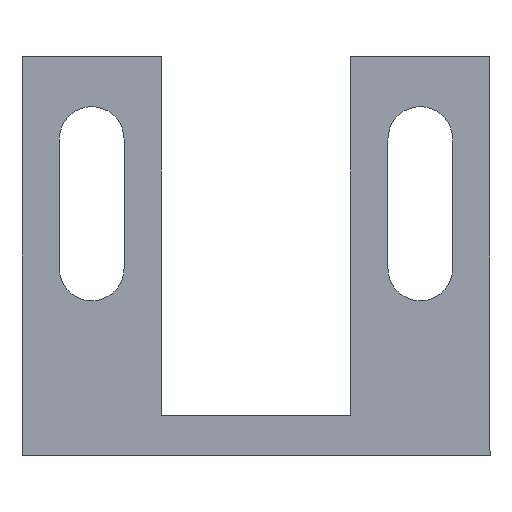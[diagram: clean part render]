
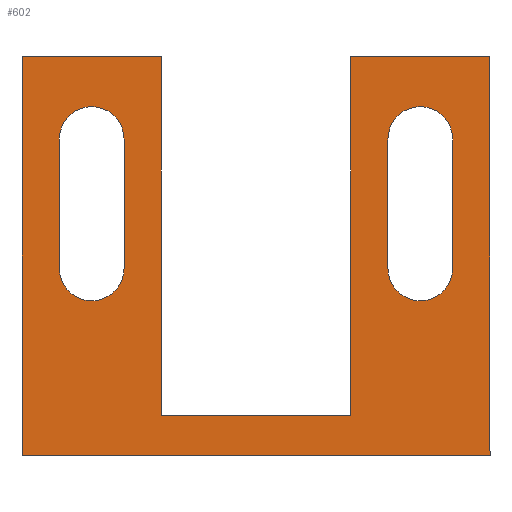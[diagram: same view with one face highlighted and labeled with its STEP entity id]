
A CAD part, left-side view. The second image highlights one B-rep face of the part: STEP entity #602.
In plain terms, the highlighted planar face has unit normal (-1, 0, 0).
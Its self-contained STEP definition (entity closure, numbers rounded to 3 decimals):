
#1 = CARTESIAN_POINT ( 'NONE',  ( -4., -16.5, 27.75 ) ) ;
#11 = EDGE_CURVE ( 'NONE', #373, #282, #273, .T. ) ;
#14 = VERTEX_POINT ( 'NONE', #195 ) ;
#17 = DIRECTION ( 'NONE',  ( 1., 0., 0. ) ) ;
#45 = LINE ( 'NONE', #311, #52 ) ;
#46 = EDGE_CURVE ( 'NONE', #812, #287, #281, .T. ) ;
#52 = VECTOR ( 'NONE', #246, 1000. ) ;
#57 = CARTESIAN_POINT ( 'NONE',  ( -4., -13.25, 27.75 ) ) ;
#68 = CIRCLE ( 'NONE', #587, 3.25 ) ;
#72 = CARTESIAN_POINT ( 'NONE',  ( -4., 19.75, 14.75 ) ) ;
#79 = EDGE_CURVE ( 'NONE', #555, #282, #224, .T. ) ;
#82 = AXIS2_PLACEMENT_3D ( 'NONE', #255, #884, #542 ) ;
#84 = CARTESIAN_POINT ( 'NONE',  ( -4., -23.5, -4. ) ) ;
#88 = VERTEX_POINT ( 'NONE', #395 ) ;
#91 = CARTESIAN_POINT ( 'NONE',  ( -4., -23.5, -4. ) ) ;
#93 = VERTEX_POINT ( 'NONE', #580 ) ;
#95 = CARTESIAN_POINT ( 'NONE',  ( -4., -23.5, 36. ) ) ;
#100 = VERTEX_POINT ( 'NONE', #286 ) ;
#109 = CARTESIAN_POINT ( 'NONE',  ( -4., -9.5, 36. ) ) ;
#112 = CIRCLE ( 'NONE', #82, 3.25 ) ;
#131 = EDGE_CURVE ( 'NONE', #93, #274, #505, .T. ) ;
#132 = CARTESIAN_POINT ( 'NONE',  ( -4., -16.5, 14.75 ) ) ;
#137 = DIRECTION ( 'NONE',  ( -1., 0., 0. ) ) ;
#158 = CIRCLE ( 'NONE', #674, 3.25 ) ;
#163 = CARTESIAN_POINT ( 'NONE',  ( -4., -16.5, 11.5 ) ) ;
#170 = ORIENTED_EDGE ( 'NONE', *, *, #714, .F. ) ;
#175 = DIRECTION ( 'NONE',  ( 0., 1., 0. ) ) ;
#180 = DIRECTION ( 'NONE',  ( 0., 0., 1. ) ) ;
#181 = DIRECTION ( 'NONE',  ( 0., 0., -1. ) ) ;
#195 = CARTESIAN_POINT ( 'NONE',  ( -4., -13.25, 14.75 ) ) ;
#197 = VECTOR ( 'NONE', #524, 1000. ) ;
#200 = EDGE_CURVE ( 'NONE', #303, #331, #112, .T. ) ;
#208 = EDGE_CURVE ( 'NONE', #639, #812, #45, .T. ) ;
#212 = DIRECTION ( 'NONE',  ( -1., 0., 0. ) ) ;
#215 = CARTESIAN_POINT ( 'NONE',  ( -4., 16.5, 27.75 ) ) ;
#219 = LINE ( 'NONE', #338, #641 ) ;
#223 = EDGE_CURVE ( 'NONE', #442, #581, #730, .T. ) ;
#224 = LINE ( 'NONE', #84, #628 ) ;
#234 = FACE_BOUND ( 'NONE', #532, .T. ) ;
#237 = DIRECTION ( 'NONE',  ( 0., 0., 1. ) ) ;
#246 = DIRECTION ( 'NONE',  ( 0., 0., -1. ) ) ;
#255 = CARTESIAN_POINT ( 'NONE',  ( -4., -16.5, 14.75 ) ) ;
#257 = ORIENTED_EDGE ( 'NONE', *, *, #11, .T. ) ;
#261 = CARTESIAN_POINT ( 'NONE',  ( -4., 16.5, 14.75 ) ) ;
#265 = DIRECTION ( 'NONE',  ( 0., 0., -1. ) ) ;
#266 = EDGE_CURVE ( 'NONE', #287, #581, #379, .T. ) ;
#273 = LINE ( 'NONE', #824, #541 ) ;
#274 = VERTEX_POINT ( 'NONE', #533 ) ;
#275 = CARTESIAN_POINT ( 'NONE',  ( -4., -23.5, 36. ) ) ;
#281 = LINE ( 'NONE', #571, #401 ) ;
#282 = VERTEX_POINT ( 'NONE', #444 ) ;
#286 = CARTESIAN_POINT ( 'NONE',  ( -4., -13.25, 27.75 ) ) ;
#287 = VERTEX_POINT ( 'NONE', #294 ) ;
#289 = FACE_OUTER_BOUND ( 'NONE', #695, .T. ) ;
#294 = CARTESIAN_POINT ( 'NONE',  ( -4., -9.5, 0. ) ) ;
#299 = DIRECTION ( 'NONE',  ( 0., 1., 0. ) ) ;
#303 = VERTEX_POINT ( 'NONE', #163 ) ;
#310 = ORIENTED_EDGE ( 'NONE', *, *, #612, .F. ) ;
#311 = CARTESIAN_POINT ( 'NONE',  ( -4., 9.5, 36. ) ) ;
#318 = EDGE_CURVE ( 'NONE', #639, #373, #866, .T. ) ;
#325 = AXIS2_PLACEMENT_3D ( 'NONE', #215, #705, #265 ) ;
#331 = VERTEX_POINT ( 'NONE', #526 ) ;
#337 = DIRECTION ( 'NONE',  ( 0., 0., -1. ) ) ;
#338 = CARTESIAN_POINT ( 'NONE',  ( -4., -23.5, 36. ) ) ;
#340 = VECTOR ( 'NONE', #180, 1000. ) ;
#344 = DIRECTION ( 'NONE',  ( 0., 0., -1. ) ) ;
#352 = CARTESIAN_POINT ( 'NONE',  ( -4., 9.5, 0. ) ) ;
#366 = CARTESIAN_POINT ( 'NONE',  ( -4., -9.5, 36. ) ) ;
#373 = VERTEX_POINT ( 'NONE', #848 ) ;
#379 = LINE ( 'NONE', #109, #340 ) ;
#386 = EDGE_CURVE ( 'NONE', #702, #100, #698, .T. ) ;
#392 = VERTEX_POINT ( 'NONE', #72 ) ;
#395 = CARTESIAN_POINT ( 'NONE',  ( -4., 16.5, 11.5 ) ) ;
#400 = CARTESIAN_POINT ( 'NONE',  ( -4., 9.5, 36. ) ) ;
#401 = VECTOR ( 'NONE', #437, 1000. ) ;
#403 = EDGE_CURVE ( 'NONE', #274, #872, #672, .T. ) ;
#407 = DIRECTION ( 'NONE',  ( -1., 0., 0. ) ) ;
#427 = ORIENTED_EDGE ( 'NONE', *, *, #403, .F. ) ;
#437 = DIRECTION ( 'NONE',  ( 0., -1., 0. ) ) ;
#442 = VERTEX_POINT ( 'NONE', #275 ) ;
#444 = CARTESIAN_POINT ( 'NONE',  ( -4., 23.5, -4. ) ) ;
#446 = EDGE_CURVE ( 'NONE', #442, #555, #219, .T. ) ;
#464 = ORIENTED_EDGE ( 'NONE', *, *, #667, .F. ) ;
#479 = CIRCLE ( 'NONE', #643, 3.25 ) ;
#490 = ORIENTED_EDGE ( 'NONE', *, *, #318, .T. ) ;
#494 = VECTOR ( 'NONE', #880, 1000. ) ;
#505 = LINE ( 'NONE', #670, #494 ) ;
#513 = CARTESIAN_POINT ( 'NONE',  ( -4., -23.5, 36. ) ) ;
#524 = DIRECTION ( 'NONE',  ( 0., 0., -1. ) ) ;
#525 = ORIENTED_EDGE ( 'NONE', *, *, #386, .F. ) ;
#526 = CARTESIAN_POINT ( 'NONE',  ( -4., -19.75, 14.75 ) ) ;
#532 = EDGE_LOOP ( 'NONE', ( #310, #427, #868, #464, #882 ) ) ;
#533 = CARTESIAN_POINT ( 'NONE',  ( -4., 13.25, 27.75 ) ) ;
#534 = DIRECTION ( 'NONE',  ( -1., 0., 0. ) ) ;
#539 = ORIENTED_EDGE ( 'NONE', *, *, #46, .F. ) ;
#540 = CARTESIAN_POINT ( 'NONE',  ( -4., -19.75, 27.75 ) ) ;
#541 = VECTOR ( 'NONE', #691, 1000. ) ;
#542 = DIRECTION ( 'NONE',  ( 0., 0., -1. ) ) ;
#547 = CARTESIAN_POINT ( 'NONE',  ( -4., -19.75, 14.75 ) ) ;
#549 = DIRECTION ( 'NONE',  ( 0., 0., -1. ) ) ;
#555 = VERTEX_POINT ( 'NONE', #91 ) ;
#566 = LINE ( 'NONE', #57, #743 ) ;
#571 = CARTESIAN_POINT ( 'NONE',  ( -4., -23.5, 0. ) ) ;
#579 = PLANE ( 'NONE',  #660 ) ;
#580 = CARTESIAN_POINT ( 'NONE',  ( -4., 13.25, 14.75 ) ) ;
#581 = VERTEX_POINT ( 'NONE', #366 ) ;
#587 = AXIS2_PLACEMENT_3D ( 'NONE', #261, #137, #549 ) ;
#592 = LINE ( 'NONE', #867, #197 ) ;
#602 = ADVANCED_FACE ( 'PLANAR_6', ( #234, #725, #289 ), #579, .F. ) ;
#612 = EDGE_CURVE ( 'NONE', #872, #392, #592, .T. ) ;
#615 = VECTOR ( 'NONE', #175, 1000. ) ;
#626 = DIRECTION ( 'NONE',  ( 0., 0., -1. ) ) ;
#628 = VECTOR ( 'NONE', #806, 1000. ) ;
#630 = ORIENTED_EDGE ( 'NONE', *, *, #800, .F. ) ;
#639 = VERTEX_POINT ( 'NONE', #400 ) ;
#641 = VECTOR ( 'NONE', #626, 1000. ) ;
#642 = ORIENTED_EDGE ( 'NONE', *, *, #208, .F. ) ;
#643 = AXIS2_PLACEMENT_3D ( 'NONE', #681, #534, #181 ) ;
#660 = AXIS2_PLACEMENT_3D ( 'NONE', #852, #17, #237 ) ;
#667 = EDGE_CURVE ( 'NONE', #88, #93, #479, .T. ) ;
#670 = CARTESIAN_POINT ( 'NONE',  ( -4., 13.25, 14.75 ) ) ;
#672 = CIRCLE ( 'NONE', #325, 3.25 ) ;
#674 = AXIS2_PLACEMENT_3D ( 'NONE', #132, #212, #896 ) ;
#681 = CARTESIAN_POINT ( 'NONE',  ( -4., 16.5, 14.75 ) ) ;
#687 = ORIENTED_EDGE ( 'NONE', *, *, #200, .F. ) ;
#691 = DIRECTION ( 'NONE',  ( 0., 0., -1. ) ) ;
#695 = EDGE_LOOP ( 'NONE', ( #642, #490, #257, #835, #885, #862, #736, #539 ) ) ;
#696 = CARTESIAN_POINT ( 'NONE',  ( -4., 19.75, 27.75 ) ) ;
#698 = CIRCLE ( 'NONE', #844, 3.25 ) ;
#702 = VERTEX_POINT ( 'NONE', #540 ) ;
#705 = DIRECTION ( 'NONE',  ( -1., 0., 0. ) ) ;
#706 = ORIENTED_EDGE ( 'NONE', *, *, #780, .F. ) ;
#714 = EDGE_CURVE ( 'NONE', #331, #702, #750, .T. ) ;
#725 = FACE_BOUND ( 'NONE', #888, .T. ) ;
#730 = LINE ( 'NONE', #513, #615 ) ;
#736 = ORIENTED_EDGE ( 'NONE', *, *, #266, .F. ) ;
#743 = VECTOR ( 'NONE', #337, 1000. ) ;
#750 = LINE ( 'NONE', #547, #772 ) ;
#772 = VECTOR ( 'NONE', #820, 1000. ) ;
#780 = EDGE_CURVE ( 'NONE', #14, #303, #158, .T. ) ;
#800 = EDGE_CURVE ( 'NONE', #100, #14, #566, .T. ) ;
#806 = DIRECTION ( 'NONE',  ( 0., 1., 0. ) ) ;
#812 = VERTEX_POINT ( 'NONE', #352 ) ;
#820 = DIRECTION ( 'NONE',  ( 0., 0., 1. ) ) ;
#824 = CARTESIAN_POINT ( 'NONE',  ( -4., 23.5, 36. ) ) ;
#826 = VECTOR ( 'NONE', #299, 1000. ) ;
#835 = ORIENTED_EDGE ( 'NONE', *, *, #79, .F. ) ;
#840 = EDGE_CURVE ( 'NONE', #392, #88, #68, .T. ) ;
#844 = AXIS2_PLACEMENT_3D ( 'NONE', #1, #407, #344 ) ;
#848 = CARTESIAN_POINT ( 'NONE',  ( -4., 23.5, 36. ) ) ;
#852 = CARTESIAN_POINT ( 'NONE',  ( -4., -23.5, 36. ) ) ;
#862 = ORIENTED_EDGE ( 'NONE', *, *, #223, .T. ) ;
#866 = LINE ( 'NONE', #95, #826 ) ;
#867 = CARTESIAN_POINT ( 'NONE',  ( -4., 19.75, 27.75 ) ) ;
#868 = ORIENTED_EDGE ( 'NONE', *, *, #131, .F. ) ;
#872 = VERTEX_POINT ( 'NONE', #696 ) ;
#880 = DIRECTION ( 'NONE',  ( 0., 0., 1. ) ) ;
#882 = ORIENTED_EDGE ( 'NONE', *, *, #840, .F. ) ;
#884 = DIRECTION ( 'NONE',  ( -1., 0., 0. ) ) ;
#885 = ORIENTED_EDGE ( 'NONE', *, *, #446, .F. ) ;
#888 = EDGE_LOOP ( 'NONE', ( #630, #525, #170, #687, #706 ) ) ;
#896 = DIRECTION ( 'NONE',  ( 0., 0., -1. ) ) ;
